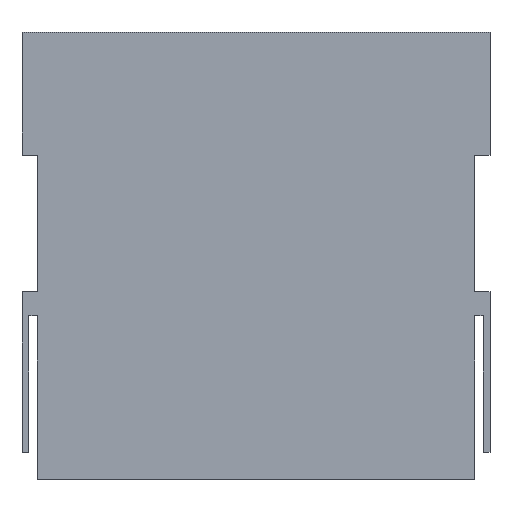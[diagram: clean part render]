
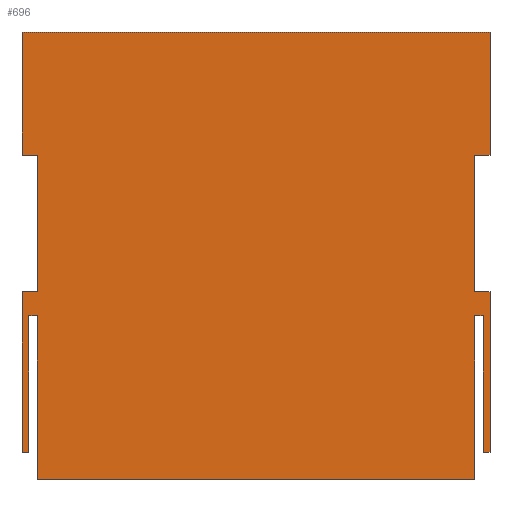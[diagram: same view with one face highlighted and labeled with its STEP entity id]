
A CAD part, top view. The second image highlights one B-rep face of the part: STEP entity #696.
In plain terms, the highlighted planar face has unit normal (0, 0, 1).
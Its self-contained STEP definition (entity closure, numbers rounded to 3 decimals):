
#1 = DIRECTION ( 'NONE',  ( -1., 0., 0. ) ) ;
#5 = CARTESIAN_POINT ( 'NONE',  ( 68.5, 83., 4. ) ) ;
#9 = ORIENTED_EDGE ( 'NONE', *, *, #1010, .T. ) ;
#10 = ORIENTED_EDGE ( 'NONE', *, *, #336, .F. ) ;
#30 = ORIENTED_EDGE ( 'NONE', *, *, #1049, .T. ) ;
#32 = CARTESIAN_POINT ( 'NONE',  ( 68.5, 83., 4. ) ) ;
#36 = VERTEX_POINT ( 'NONE', #679 ) ;
#44 = CARTESIAN_POINT ( 'NONE',  ( -66.5, 0., 4. ) ) ;
#45 = DIRECTION ( 'NONE',  ( 1., 0., 0. ) ) ;
#56 = VERTEX_POINT ( 'NONE', #503 ) ;
#70 = DIRECTION ( 'NONE',  ( 0., 1., 0. ) ) ;
#73 = ORIENTED_EDGE ( 'NONE', *, *, #148, .F. ) ;
#75 = VECTOR ( 'NONE', #877, 1000. ) ;
#101 = FACE_OUTER_BOUND ( 'NONE', #694, .T. ) ;
#128 = EDGE_CURVE ( 'NONE', #1108, #1083, #959, .T. ) ;
#148 = EDGE_CURVE ( 'NONE', #1108, #36, #545, .T. ) ;
#153 = CARTESIAN_POINT ( 'NONE',  ( -64., 47., 4. ) ) ;
#159 = LINE ( 'NONE', #463, #753 ) ;
#161 = LINE ( 'NONE', #551, #1009 ) ;
#164 = CARTESIAN_POINT ( 'NONE',  ( -68.5, 47., 4. ) ) ;
#167 = VERTEX_POINT ( 'NONE', #664 ) ;
#185 = ORIENTED_EDGE ( 'NONE', *, *, #1122, .T. ) ;
#186 = CARTESIAN_POINT ( 'NONE',  ( 64., 0., 4. ) ) ;
#198 = CARTESIAN_POINT ( 'NONE',  ( -68.5, 83., 4. ) ) ;
#207 = CARTESIAN_POINT ( 'NONE',  ( -64., 47., 4. ) ) ;
#227 = CARTESIAN_POINT ( 'NONE',  ( -64., -48., 4. ) ) ;
#230 = CARTESIAN_POINT ( 'NONE',  ( -68.5, -48., 4. ) ) ;
#233 = VECTOR ( 'NONE', #1229, 1000. ) ;
#236 = EDGE_CURVE ( 'NONE', #403, #912, #842, .T. ) ;
#240 = ORIENTED_EDGE ( 'NONE', *, *, #128, .T. ) ;
#252 = EDGE_CURVE ( 'NONE', #393, #920, #161, .T. ) ;
#258 = DIRECTION ( 'NONE',  ( 1., 0., 0. ) ) ;
#259 = ORIENTED_EDGE ( 'NONE', *, *, #536, .T. ) ;
#276 = DIRECTION ( 'NONE',  ( 1., 0., 0. ) ) ;
#278 = LINE ( 'NONE', #668, #1233 ) ;
#284 = LINE ( 'NONE', #676, #1187 ) ;
#292 = ORIENTED_EDGE ( 'NONE', *, *, #614, .F. ) ;
#297 = CARTESIAN_POINT ( 'NONE',  ( 68.5, -40., 4. ) ) ;
#336 = EDGE_CURVE ( 'NONE', #403, #56, #612, .T. ) ;
#339 = LINE ( 'NONE', #153, #1074 ) ;
#342 = LINE ( 'NONE', #444, #855 ) ;
#357 = CARTESIAN_POINT ( 'NONE',  ( 0., 0., 4. ) ) ;
#362 = CARTESIAN_POINT ( 'NONE',  ( -68.5, 47., 4. ) ) ;
#364 = VERTEX_POINT ( 'NONE', #227 ) ;
#373 = VECTOR ( 'NONE', #835, 1000. ) ;
#377 = LINE ( 'NONE', #799, #75 ) ;
#393 = VERTEX_POINT ( 'NONE', #806 ) ;
#400 = VECTOR ( 'NONE', #1045, 1000. ) ;
#403 = VERTEX_POINT ( 'NONE', #1213 ) ;
#405 = VERTEX_POINT ( 'NONE', #634 ) ;
#407 = DIRECTION ( 'NONE',  ( -1., 0., 0. ) ) ;
#411 = EDGE_CURVE ( 'NONE', #831, #1149, #1022, .T. ) ;
#429 = VECTOR ( 'NONE', #948, 1000. ) ;
#431 = CARTESIAN_POINT ( 'NONE',  ( 66.5, -40., 4. ) ) ;
#439 = EDGE_CURVE ( 'NONE', #364, #479, #1234, .T. ) ;
#440 = DIRECTION ( 'NONE',  ( 1., 0., 0. ) ) ;
#441 = EDGE_CURVE ( 'NONE', #831, #56, #159, .T. ) ;
#444 = CARTESIAN_POINT ( 'NONE',  ( 0., 0., 4. ) ) ;
#446 = ORIENTED_EDGE ( 'NONE', *, *, #236, .T. ) ;
#462 = DIRECTION ( 'NONE',  ( 1., 0., 0. ) ) ;
#463 = CARTESIAN_POINT ( 'NONE',  ( 68.5, -48., 4. ) ) ;
#474 = EDGE_CURVE ( 'NONE', #479, #925, #342, .T. ) ;
#475 = ORIENTED_EDGE ( 'NONE', *, *, #548, .T. ) ;
#479 = VERTEX_POINT ( 'NONE', #1222 ) ;
#497 = VERTEX_POINT ( 'NONE', #840 ) ;
#498 = ORIENTED_EDGE ( 'NONE', *, *, #441, .T. ) ;
#502 = EDGE_CURVE ( 'NONE', #497, #987, #937, .T. ) ;
#503 = CARTESIAN_POINT ( 'NONE',  ( 68.5, 7., 4. ) ) ;
#504 = ORIENTED_EDGE ( 'NONE', *, *, #858, .T. ) ;
#510 = VECTOR ( 'NONE', #1033, 1000. ) ;
#522 = CARTESIAN_POINT ( 'NONE',  ( 64., 47., 4. ) ) ;
#533 = ORIENTED_EDGE ( 'NONE', *, *, #474, .F. ) ;
#535 = CARTESIAN_POINT ( 'NONE',  ( 64., -40., 4. ) ) ;
#536 = EDGE_CURVE ( 'NONE', #497, #405, #854, .T. ) ;
#545 = LINE ( 'NONE', #186, #510 ) ;
#548 = EDGE_CURVE ( 'NONE', #1083, #1149, #284, .T. ) ;
#551 = CARTESIAN_POINT ( 'NONE',  ( 68.5, -48., 4. ) ) ;
#558 = VECTOR ( 'NONE', #621, 1000. ) ;
#560 = VECTOR ( 'NONE', #276, 1000. ) ;
#565 = CARTESIAN_POINT ( 'NONE',  ( -68.5, 7., 4. ) ) ;
#598 = PLANE ( 'NONE',  #1016 ) ;
#612 = LINE ( 'NONE', #918, #725 ) ;
#614 = EDGE_CURVE ( 'NONE', #925, #167, #278, .T. ) ;
#621 = DIRECTION ( 'NONE',  ( 1., 0., 0. ) ) ;
#632 = CARTESIAN_POINT ( 'NONE',  ( 64., 47., 4. ) ) ;
#634 = CARTESIAN_POINT ( 'NONE',  ( -68.5, -40., 4. ) ) ;
#635 = VERTEX_POINT ( 'NONE', #207 ) ;
#636 = LINE ( 'NONE', #926, #373 ) ;
#641 = DIRECTION ( 'NONE',  ( 0., 1., 0. ) ) ;
#649 = VECTOR ( 'NONE', #407, 1000. ) ;
#664 = CARTESIAN_POINT ( 'NONE',  ( -66.5, -40., 4. ) ) ;
#668 = CARTESIAN_POINT ( 'NONE',  ( -66.5, 0., 4. ) ) ;
#674 = VERTEX_POINT ( 'NONE', #198 ) ;
#676 = CARTESIAN_POINT ( 'NONE',  ( 66.5, 0., 4. ) ) ;
#679 = CARTESIAN_POINT ( 'NONE',  ( 64., -48., 4. ) ) ;
#682 = ORIENTED_EDGE ( 'NONE', *, *, #439, .F. ) ;
#692 = DIRECTION ( 'NONE',  ( 0., 0., -1. ) ) ;
#694 = EDGE_LOOP ( 'NONE', ( #682, #9, #73, #240, #475, #804, #498, #10, #446, #30, #1252, #1086, #185, #504, #1087, #787, #259, #1100, #292, #533 ) ) ;
#696 = ADVANCED_FACE ( 'NONE', ( #101 ), #598, .F. ) ;
#725 = VECTOR ( 'NONE', #45, 1000. ) ;
#727 = EDGE_CURVE ( 'NONE', #167, #405, #377, .T. ) ;
#753 = VECTOR ( 'NONE', #641, 1000. ) ;
#782 = EDGE_CURVE ( 'NONE', #674, #920, #1048, .T. ) ;
#787 = ORIENTED_EDGE ( 'NONE', *, *, #502, .F. ) ;
#790 = CARTESIAN_POINT ( 'NONE',  ( 0., 0., 4. ) ) ;
#799 = CARTESIAN_POINT ( 'NONE',  ( -64., -40., 4. ) ) ;
#804 = ORIENTED_EDGE ( 'NONE', *, *, #411, .F. ) ;
#805 = CARTESIAN_POINT ( 'NONE',  ( -64., 7., 4. ) ) ;
#806 = CARTESIAN_POINT ( 'NONE',  ( 68.5, 47., 4. ) ) ;
#822 = VECTOR ( 'NONE', #258, 1000. ) ;
#831 = VERTEX_POINT ( 'NONE', #297 ) ;
#835 = DIRECTION ( 'NONE',  ( 0., -1., 0. ) ) ;
#840 = CARTESIAN_POINT ( 'NONE',  ( -68.5, 7., 4. ) ) ;
#842 = LINE ( 'NONE', #872, #233 ) ;
#843 = DIRECTION ( 'NONE',  ( 0., -1., 0. ) ) ;
#846 = VECTOR ( 'NONE', #440, 1000. ) ;
#854 = LINE ( 'NONE', #1139, #429 ) ;
#855 = VECTOR ( 'NONE', #932, 1000. ) ;
#858 = EDGE_CURVE ( 'NONE', #866, #635, #861, .T. ) ;
#861 = LINE ( 'NONE', #164, #1077 ) ;
#866 = VERTEX_POINT ( 'NONE', #362 ) ;
#872 = CARTESIAN_POINT ( 'NONE',  ( 64., 7., 4. ) ) ;
#877 = DIRECTION ( 'NONE',  ( -1., 0., 0. ) ) ;
#912 = VERTEX_POINT ( 'NONE', #522 ) ;
#918 = CARTESIAN_POINT ( 'NONE',  ( 64., 7., 4. ) ) ;
#920 = VERTEX_POINT ( 'NONE', #32 ) ;
#925 = VERTEX_POINT ( 'NONE', #44 ) ;
#926 = CARTESIAN_POINT ( 'NONE',  ( -68.5, -48., 4. ) ) ;
#930 = LINE ( 'NONE', #632, #846 ) ;
#932 = DIRECTION ( 'NONE',  ( -1., 0., 0. ) ) ;
#937 = LINE ( 'NONE', #565, #822 ) ;
#948 = DIRECTION ( 'NONE',  ( 0., -1., 0. ) ) ;
#959 = LINE ( 'NONE', #357, #400 ) ;
#987 = VERTEX_POINT ( 'NONE', #805 ) ;
#1009 = VECTOR ( 'NONE', #70, 1000. ) ;
#1010 = EDGE_CURVE ( 'NONE', #364, #36, #1106, .T. ) ;
#1016 = AXIS2_PLACEMENT_3D ( 'NONE', #790, #692, #1 ) ;
#1022 = LINE ( 'NONE', #535, #649 ) ;
#1033 = DIRECTION ( 'NONE',  ( 0., -1., 0. ) ) ;
#1034 = CARTESIAN_POINT ( 'NONE',  ( 64., 0., 4. ) ) ;
#1045 = DIRECTION ( 'NONE',  ( 1., 0., 0. ) ) ;
#1048 = LINE ( 'NONE', #5, #560 ) ;
#1049 = EDGE_CURVE ( 'NONE', #912, #393, #930, .T. ) ;
#1050 = DIRECTION ( 'NONE',  ( 0., 1., 0. ) ) ;
#1059 = DIRECTION ( 'NONE',  ( 0., -1., 0. ) ) ;
#1067 = DIRECTION ( 'NONE',  ( 0., -1., 0. ) ) ;
#1074 = VECTOR ( 'NONE', #843, 1000. ) ;
#1077 = VECTOR ( 'NONE', #462, 1000. ) ;
#1083 = VERTEX_POINT ( 'NONE', #1121 ) ;
#1086 = ORIENTED_EDGE ( 'NONE', *, *, #782, .F. ) ;
#1087 = ORIENTED_EDGE ( 'NONE', *, *, #1089, .T. ) ;
#1089 = EDGE_CURVE ( 'NONE', #635, #987, #339, .T. ) ;
#1100 = ORIENTED_EDGE ( 'NONE', *, *, #727, .F. ) ;
#1106 = LINE ( 'NONE', #230, #558 ) ;
#1108 = VERTEX_POINT ( 'NONE', #1034 ) ;
#1121 = CARTESIAN_POINT ( 'NONE',  ( 66.5, 0., 4. ) ) ;
#1122 = EDGE_CURVE ( 'NONE', #674, #866, #636, .T. ) ;
#1139 = CARTESIAN_POINT ( 'NONE',  ( -68.5, -48., 4. ) ) ;
#1149 = VERTEX_POINT ( 'NONE', #431 ) ;
#1187 = VECTOR ( 'NONE', #1067, 1000. ) ;
#1213 = CARTESIAN_POINT ( 'NONE',  ( 64., 7., 4. ) ) ;
#1218 = CARTESIAN_POINT ( 'NONE',  ( -64., 0., 4. ) ) ;
#1222 = CARTESIAN_POINT ( 'NONE',  ( -64., 0., 4. ) ) ;
#1229 = DIRECTION ( 'NONE',  ( 0., 1., 0. ) ) ;
#1233 = VECTOR ( 'NONE', #1059, 1000. ) ;
#1234 = LINE ( 'NONE', #1218, #1241 ) ;
#1241 = VECTOR ( 'NONE', #1050, 1000. ) ;
#1252 = ORIENTED_EDGE ( 'NONE', *, *, #252, .T. ) ;
